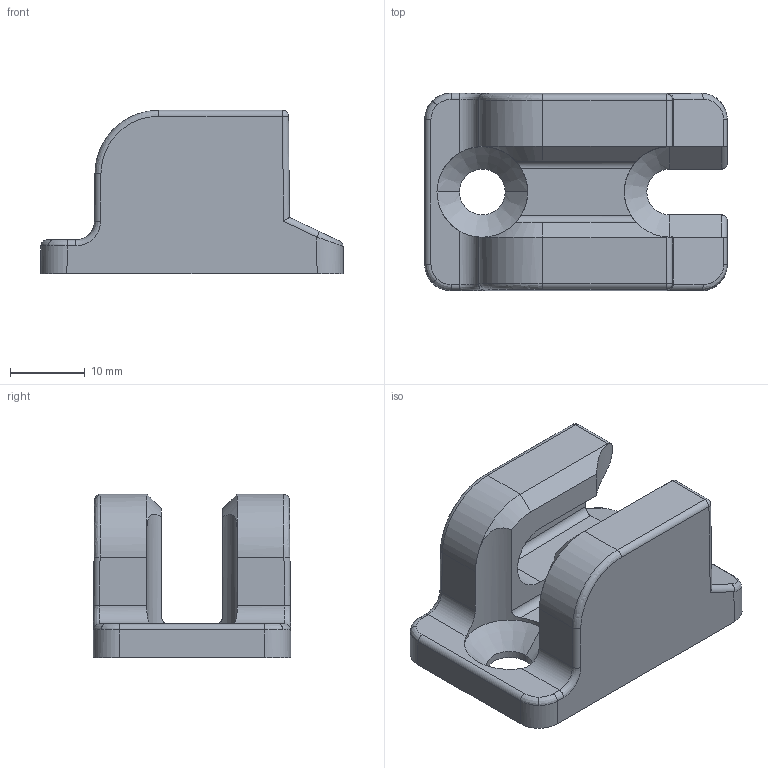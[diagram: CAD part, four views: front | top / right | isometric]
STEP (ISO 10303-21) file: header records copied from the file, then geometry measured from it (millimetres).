
FILE_DESCRIPTION (( 'STEP AP203' ), '1' );
FILE_NAME ('ILK02.35.0.STEP', '2022-07-28T10:43:11', ( '' ), ( '' ), 'SwSTEP 2.0', 'SolidWorks 2021', '' );
FILE_SCHEMA (( 'CONFIG_CONTROL_DESIGN' ));
Length unit declared in the file: millimetre
Products named in the file (1): ILK02.35.0
Bounding box: 40.38 x 26.38 x 21.8 mm (x, y, z)
Surface area: 5421.2 mm2 (no closed solid volume)
Topology: 0 solids, 1 shells, 146 faces, 377 edges, 225 vertices
Faces by surface type: cylinder 67, plane 41, bspline 18, sphere 8, cone 7, torus 5
Entity records: 4929 total; most frequent: CARTESIAN_POINT 1556, ORIENTED_EDGE 736, DIRECTION 663, EDGE_CURVE 371, AXIS2_PLACEMENT_3D 244, VERTEX_POINT 225, VECTOR 175, LINE 175
